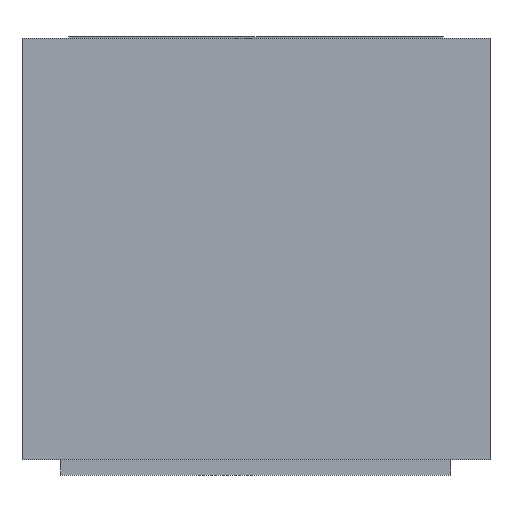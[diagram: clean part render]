
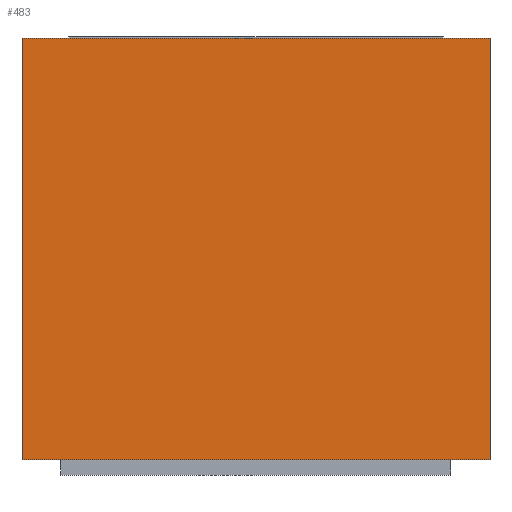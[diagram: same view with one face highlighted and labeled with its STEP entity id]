
A CAD part, front view. The second image highlights one B-rep face of the part: STEP entity #483.
In plain terms, the highlighted planar face has unit normal (0, -1, 0).
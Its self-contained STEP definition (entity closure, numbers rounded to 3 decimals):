
#42=FACE_OUTER_BOUND('',#66,.T.);
#66=EDGE_LOOP('',(#385,#386,#387,#388));
#124=LINE('',#738,#184);
#129=LINE('',#749,#189);
#131=LINE('',#752,#191);
#132=LINE('',#753,#192);
#184=VECTOR('',#610,0.27);
#189=VECTOR('',#619,0.27);
#191=VECTOR('',#623,0.3);
#192=VECTOR('',#624,0.3);
#225=VERTEX_POINT('',#731);
#228=VERTEX_POINT('',#736);
#231=VERTEX_POINT('',#746);
#232=VERTEX_POINT('',#748);
#284=EDGE_CURVE('',#228,#225,#124,.T.);
#289=EDGE_CURVE('',#232,#231,#129,.T.);
#291=EDGE_CURVE('',#231,#225,#131,.T.);
#292=EDGE_CURVE('',#228,#232,#132,.T.);
#385=ORIENTED_EDGE('',*,*,#291,.T.);
#386=ORIENTED_EDGE('',*,*,#284,.F.);
#387=ORIENTED_EDGE('',*,*,#292,.T.);
#388=ORIENTED_EDGE('',*,*,#289,.T.);
#436=PLANE('',#512);
#483=ADVANCED_FACE('',(#42),#436,.T.);
#512=AXIS2_PLACEMENT_3D('',#751,#621,#622);
#610=DIRECTION('',(0.,0.,1.));
#619=DIRECTION('',(0.,0.,1.));
#621=DIRECTION('center_axis',(0.,-1.,0.));
#622=DIRECTION('ref_axis',(0.,0.,-1.));
#623=DIRECTION('',(-1.,0.,0.));
#624=DIRECTION('',(1.,0.,0.));
#731=CARTESIAN_POINT('',(-0.15,-0.3,0.27));
#736=CARTESIAN_POINT('',(-0.15,-0.3,0.));
#738=CARTESIAN_POINT('',(-0.15,-0.3,0.));
#746=CARTESIAN_POINT('',(0.15,-0.3,0.27));
#748=CARTESIAN_POINT('',(0.15,-0.3,0.));
#749=CARTESIAN_POINT('',(0.15,-0.3,0.));
#751=CARTESIAN_POINT('Origin',(0.15,-0.3,0.));
#752=CARTESIAN_POINT('',(-0.15,-0.3,0.27));
#753=CARTESIAN_POINT('',(-0.15,-0.3,0.));
